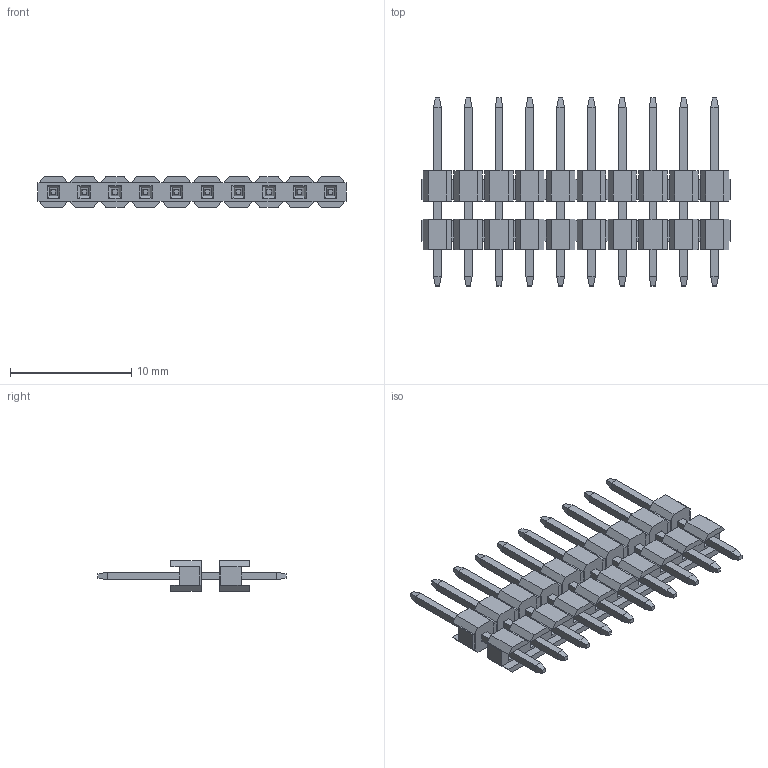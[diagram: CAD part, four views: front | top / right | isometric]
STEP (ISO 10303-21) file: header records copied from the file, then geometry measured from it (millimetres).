
FILE_DESCRIPTION( ('This file contains a STEP AP42 implementation' ,'as created by ZW3D STEP Interface translator.') ,'2;1' );
FILE_NAME( '1125-21XXXXSXXXXXXX(·´Ïò).stp' ,'23 331.111710', (''), ('ZWCAD Software Co.'), 'Version 1.0', 'ZW3D to STEP translator', '' );
FILE_SCHEMA(('AUTOMOTIVE_DESIGN { 1 0 10303 214 1 1 1 1 }'));
Length unit declared in the file: millimetre
Products named in the file (2): 0; 1125-2120XXS155XXXX(毀砃)
Bounding box: 25.4 x 15.5 x 2.5 mm (x, y, z)
Volume: 276.8 mm3; surface area: 1068.6 mm2
Topology: 12 solids, 12 shells, 712 faces, 1744 edges, 1056 vertices
Faces by surface type: plane 712
Entity records: 20875 total; most frequent: CARTESIAN_POINT 3513, ORIENTED_EDGE 3488, DIRECTION 3170, VECTOR 1744, LINE 1744, EDGE_CURVE 1744, VERTEX_POINT 1056, EDGE_LOOP 752
